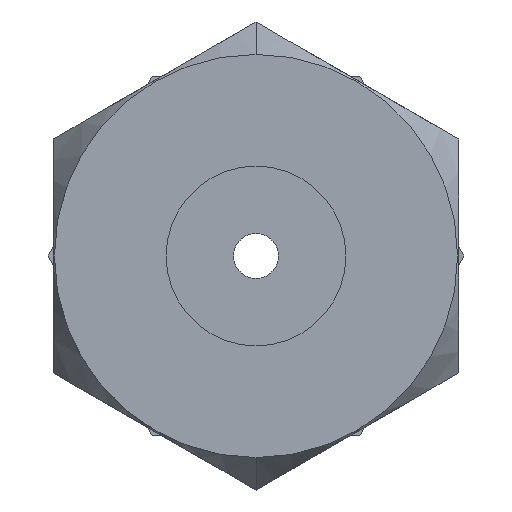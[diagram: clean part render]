
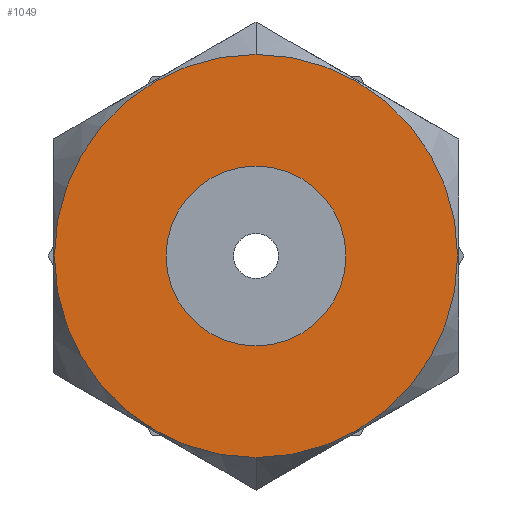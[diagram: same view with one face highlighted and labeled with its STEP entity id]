
A CAD part, front view. The second image highlights one B-rep face of the part: STEP entity #1049.
In plain terms, the highlighted planar face has unit normal (0, -1, 0).
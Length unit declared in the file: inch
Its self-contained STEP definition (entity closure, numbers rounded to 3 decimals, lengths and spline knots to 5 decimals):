
#115=CARTESIAN_POINT('',(0.,0.,0.));
#116=DIRECTION('',(0.,1.,0.));
#117=DIRECTION('',(-1.,0.,0.));
#118=AXIS2_PLACEMENT_3D('',#115,#116,#117);
#124=CARTESIAN_POINT('',(0.,0.,0.));
#125=DIRECTION('',(0.,1.,0.));
#126=DIRECTION('',(1.,0.,0.));
#127=AXIS2_PLACEMENT_3D('',#124,#125,#126);
#132=CARTESIAN_POINT('',(0.,0.,0.));
#133=DIRECTION('',(0.,1.,0.));
#134=DIRECTION('',(0.,0.,-1.));
#135=AXIS2_PLACEMENT_3D('',#132,#133,#134);
#140=CARTESIAN_POINT('',(0.,0.,0.));
#141=DIRECTION('',(0.,1.,0.));
#142=DIRECTION('',(0.,0.,1.));
#143=AXIS2_PLACEMENT_3D('',#140,#141,#142);
#1004=CARTESIAN_POINT('',(-0.125,0.,0.));
#1005=CARTESIAN_POINT('',(0.125,0.,0.));
#1006=VERTEX_POINT('',#1004);
#1007=VERTEX_POINT('',#1005);
#1012=CARTESIAN_POINT('',(0.,0.,-0.28));
#1013=CARTESIAN_POINT('',(0.,0.,0.28));
#1014=VERTEX_POINT('',#1012);
#1015=VERTEX_POINT('',#1013);
#1032=CARTESIAN_POINT('',(0.,0.,0.));
#1033=DIRECTION('',(0.,1.,0.));
#1034=DIRECTION('',(0.,0.,-1.));
#1035=AXIS2_PLACEMENT_3D('',#1032,#1033,#1034);
#1036=PLANE('',#1035);
#1038=ORIENTED_EDGE('',*,*,#1037,.T.);
#1040=ORIENTED_EDGE('',*,*,#1039,.T.);
#1041=EDGE_LOOP('',(#1038,#1040));
#1042=FACE_OUTER_BOUND('',#1041,.F.);
#1044=ORIENTED_EDGE('',*,*,#1043,.F.);
#1046=ORIENTED_EDGE('',*,*,#1045,.F.);
#1047=EDGE_LOOP('',(#1044,#1046));
#1048=FACE_BOUND('',#1047,.F.);
#1049=ADVANCED_FACE('',(#1042,#1048),#1036,.F.);
#119=CIRCLE('',#118,0.125);
#128=CIRCLE('',#127,0.125);
#136=CIRCLE('',#135,0.28);
#144=CIRCLE('',#143,0.28);
#1037=EDGE_CURVE('',#1014,#1015,#136,.T.);
#1039=EDGE_CURVE('',#1015,#1014,#144,.T.);
#1043=EDGE_CURVE('',#1006,#1007,#119,.T.);
#1045=EDGE_CURVE('',#1007,#1006,#128,.T.);
